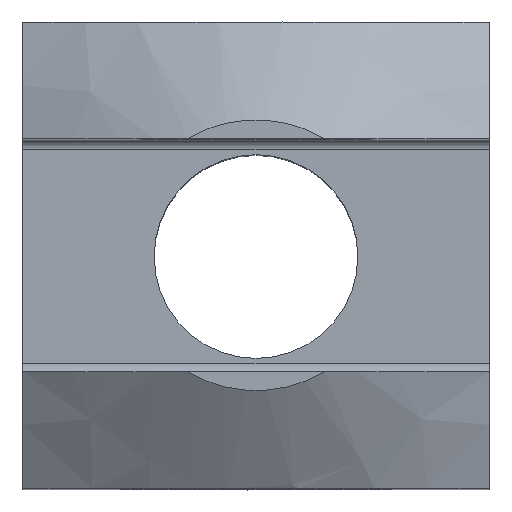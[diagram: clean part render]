
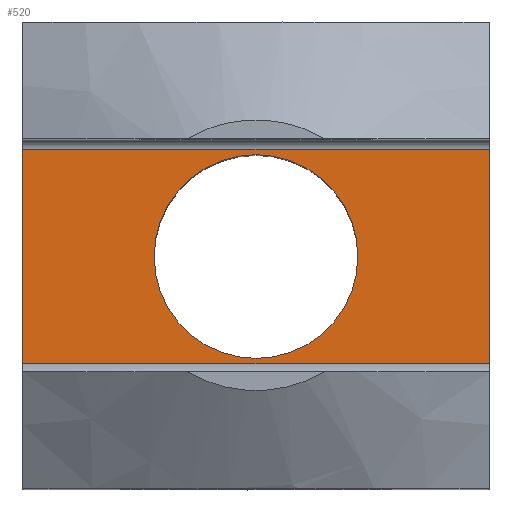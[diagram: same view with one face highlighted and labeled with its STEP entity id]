
A CAD part, top view. The second image highlights one B-rep face of the part: STEP entity #520.
In plain terms, the highlighted planar face has unit normal (0, 0, 1).
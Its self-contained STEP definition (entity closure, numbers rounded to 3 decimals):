
#311=CARTESIAN_POINT('',(10.918,0.,50.0));
#312=VERTEX_POINT('',#311);
#313=CARTESIAN_POINT('',(0.0,0.0,50.0));
#314=DIRECTION('',(0.0,0.0,-1.0));
#315=DIRECTION('',(-1.0,0.0,0.0));
#316=AXIS2_PLACEMENT_3D('',#313,#314,#315);
#317=CIRCLE('',#316,10.918);
#318=EDGE_CURVE('',#312,#312,#317,.T.);
#452=CARTESIAN_POINT('',(25.,-11.5,50.));
#453=VERTEX_POINT('',#452);
#461=CARTESIAN_POINT('',(-25.,-11.5,50.));
#462=VERTEX_POINT('',#461);
#463=CARTESIAN_POINT('',(25.,-11.5,50.0));
#464=DIRECTION('',(-1.0,0.0,0.0));
#465=VECTOR('',#464,50.);
#466=LINE('',#463,#465);
#467=EDGE_CURVE('',#453,#462,#466,.T.);
#487=CARTESIAN_POINT('',(30.,0.0,50.0));
#488=DIRECTION('',(0.0,0.0,-1.0));
#489=DIRECTION('',(-1.0,0.0,0.0));
#490=AXIS2_PLACEMENT_3D('',#487,#488,#489);
#491=PLANE('',#490);
#492=ORIENTED_EDGE('',*,*,#467,.F.);
#493=CARTESIAN_POINT('',(25.,11.5,50.));
#494=VERTEX_POINT('',#493);
#495=CARTESIAN_POINT('',(25.,11.5,50.));
#496=DIRECTION('',(0.0,-1.0,0.0));
#497=VECTOR('',#496,23.0);
#498=LINE('',#495,#497);
#499=EDGE_CURVE('',#494,#453,#498,.T.);
#500=ORIENTED_EDGE('',*,*,#499,.F.);
#501=CARTESIAN_POINT('',(-25.0,11.5,50.));
#502=VERTEX_POINT('',#501);
#503=CARTESIAN_POINT('',(-25.,11.5,50.0));
#504=DIRECTION('',(1.0,0.0,0.0));
#505=VECTOR('',#504,50.0);
#506=LINE('',#503,#505);
#507=EDGE_CURVE('',#502,#494,#506,.T.);
#508=ORIENTED_EDGE('',*,*,#507,.F.);
#509=CARTESIAN_POINT('',(-25.,-11.5,50.));
#510=DIRECTION('',(0.0,1.0,0.0));
#511=VECTOR('',#510,23.0);
#512=LINE('',#509,#511);
#513=EDGE_CURVE('',#462,#502,#512,.T.);
#514=ORIENTED_EDGE('',*,*,#513,.F.);
#515=EDGE_LOOP('',(#492,#500,#508,#514));
#516=FACE_OUTER_BOUND('',#515,.T.);
#517=ORIENTED_EDGE('',*,*,#318,.T.);
#518=EDGE_LOOP('',(#517));
#519=FACE_BOUND('',#518,.T.);
#520=ADVANCED_FACE('',(#516,#519),#491,.F.);
